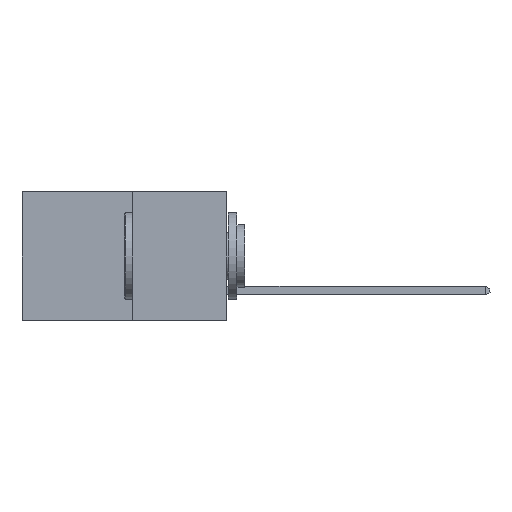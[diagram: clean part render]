
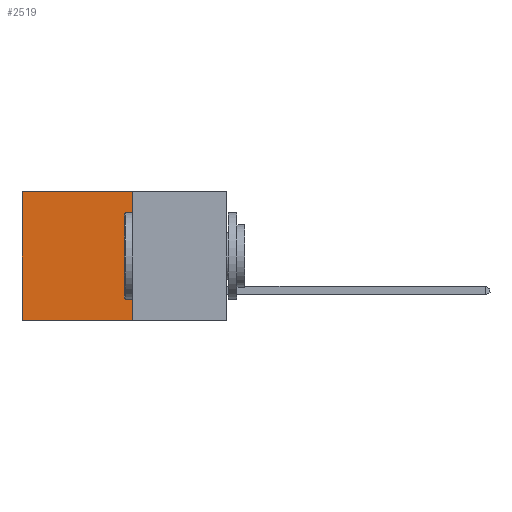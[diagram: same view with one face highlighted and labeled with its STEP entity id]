
A CAD part, left-side view. The second image highlights one B-rep face of the part: STEP entity #2519.
In plain terms, the highlighted planar face has unit normal (-1, 0, 0).
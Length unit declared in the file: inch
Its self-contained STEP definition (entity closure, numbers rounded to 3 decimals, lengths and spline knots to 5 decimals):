
#535 = EDGE_CURVE ( 'NONE', #1605, #9181, #2769, .T. ) ;
#881 = CARTESIAN_POINT ( 'NONE',  ( 0.277, 0.27, -0.37 ) ) ;
#1562 = AXIS2_PLACEMENT_3D ( 'NONE', #13093, #11250, #10789 ) ;
#1605 = VERTEX_POINT ( 'NONE', #9704 ) ;
#1841 = ORIENTED_EDGE ( 'NONE', *, *, #8361, .T. ) ;
#1871 = DIRECTION ( 'NONE',  ( 0., 0., -1. ) ) ;
#2069 = CARTESIAN_POINT ( 'NONE',  ( 0.277, 0.27, 0. ) ) ;
#2519 = ADVANCED_FACE ( 'NONE', ( #9496 ), #3435, .F. ) ;
#2610 = ORIENTED_EDGE ( 'NONE', *, *, #535, .T. ) ;
#2769 = LINE ( 'NONE', #2069, #5583 ) ;
#3244 = VERTEX_POINT ( 'NONE', #9891 ) ;
#3435 = PLANE ( 'NONE',  #1562 ) ;
#3676 = ORIENTED_EDGE ( 'NONE', *, *, #11469, .F. ) ;
#3811 = CARTESIAN_POINT ( 'NONE',  ( 0.277, 0.59, -0.37 ) ) ;
#5003 = DIRECTION ( 'NONE',  ( 0., 0., -1. ) ) ;
#5172 = DIRECTION ( 'NONE',  ( 0., 1., 0. ) ) ;
#5583 = VECTOR ( 'NONE', #5172, 39.37008 ) ;
#7957 = ORIENTED_EDGE ( 'NONE', *, *, #12189, .F. ) ;
#8202 = EDGE_LOOP ( 'NONE', ( #1841, #7957, #3676, #2610 ) ) ;
#8361 = EDGE_CURVE ( 'NONE', #9181, #3244, #13533, .T. ) ;
#9181 = VERTEX_POINT ( 'NONE', #9884 ) ;
#9420 = VERTEX_POINT ( 'NONE', #13439 ) ;
#9496 = FACE_OUTER_BOUND ( 'NONE', #8202, .T. ) ;
#9704 = CARTESIAN_POINT ( 'NONE',  ( 0.277, 0.27, 0. ) ) ;
#9884 = CARTESIAN_POINT ( 'NONE',  ( 0.277, 0.59, 0. ) ) ;
#9891 = CARTESIAN_POINT ( 'NONE',  ( 0.277, 0.59, -0.37 ) ) ;
#10225 = VECTOR ( 'NONE', #1871, 39.37008 ) ;
#10789 = DIRECTION ( 'NONE',  ( 0., 0., -1. ) ) ;
#11250 = DIRECTION ( 'NONE',  ( 1., 0., 0. ) ) ;
#11469 = EDGE_CURVE ( 'NONE', #1605, #9420, #12753, .T. ) ;
#11584 = VECTOR ( 'NONE', #12433, 39.37008 ) ;
#12189 = EDGE_CURVE ( 'NONE', #9420, #3244, #14069, .T. ) ;
#12433 = DIRECTION ( 'NONE',  ( 0., 1., 0. ) ) ;
#12753 = LINE ( 'NONE', #13283, #10225 ) ;
#13093 = CARTESIAN_POINT ( 'NONE',  ( 0.277, 0.27, -0.37 ) ) ;
#13201 = VECTOR ( 'NONE', #5003, 39.37008 ) ;
#13283 = CARTESIAN_POINT ( 'NONE',  ( 0.277, 0.27, -0.37 ) ) ;
#13439 = CARTESIAN_POINT ( 'NONE',  ( 0.277, 0.27, -0.37 ) ) ;
#13533 = LINE ( 'NONE', #3811, #13201 ) ;
#14069 = LINE ( 'NONE', #881, #11584 ) ;
